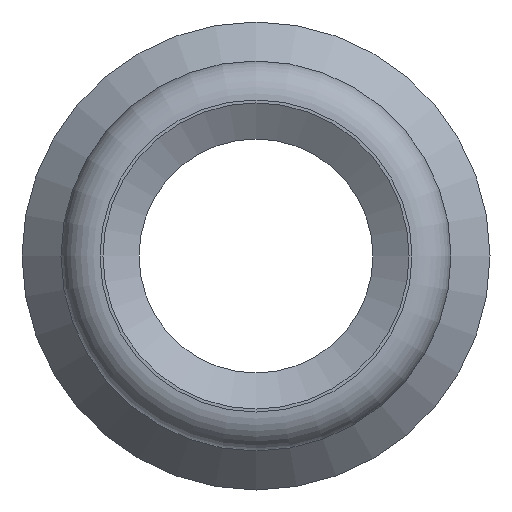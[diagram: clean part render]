
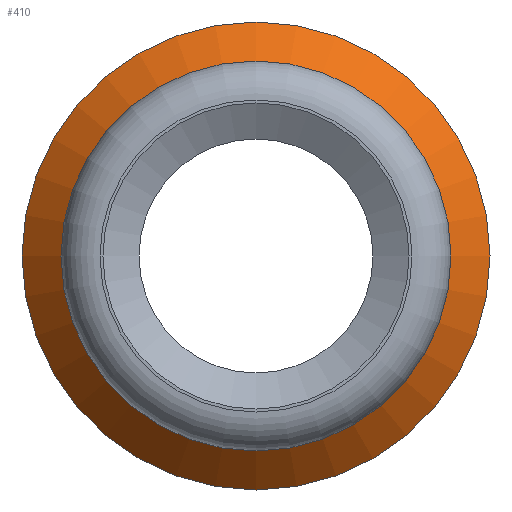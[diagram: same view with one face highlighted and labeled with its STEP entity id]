
A CAD part, left-side view. The second image highlights one B-rep face of the part: STEP entity #410.
In plain terms, the highlighted conical face has half-angle 45 degrees and reference radius 5.5 mm.
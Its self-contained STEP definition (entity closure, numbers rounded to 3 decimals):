
#356=CARTESIAN_POINT('',(5.05,5.0,0.0));
#357=VERTEX_POINT('',#356);
#358=CARTESIAN_POINT('',(5.05,0.0,0.0));
#359=DIRECTION('',(1.0,0.0,0.0));
#360=DIRECTION('',(0.0,1.0,0.0));
#361=AXIS2_PLACEMENT_3D('',#358,#359,#360);
#362=CIRCLE('',#361,5.0);
#363=EDGE_CURVE('',#357,#357,#362,.T.);
#391=CARTESIAN_POINT('',(5.55,0.0,0.0));
#392=DIRECTION('',(1.0,0.0,0.0));
#393=DIRECTION('',(0.0,1.0,0.0));
#394=AXIS2_PLACEMENT_3D('',#391,#392,#393);
#395=CONICAL_SURFACE('',#394,5.5,45.);
#396=CARTESIAN_POINT('',(6.05,6.,0.0));
#397=VERTEX_POINT('',#396);
#398=CARTESIAN_POINT('',(6.05,0.0,0.0));
#399=DIRECTION('',(1.0,0.0,0.0));
#400=DIRECTION('',(0.0,1.0,0.0));
#401=AXIS2_PLACEMENT_3D('',#398,#399,#400);
#402=CIRCLE('',#401,6.);
#403=EDGE_CURVE('',#397,#397,#402,.T.);
#404=ORIENTED_EDGE('',*,*,#403,.F.);
#405=EDGE_LOOP('',(#404));
#406=FACE_OUTER_BOUND('',#405,.T.);
#407=ORIENTED_EDGE('',*,*,#363,.T.);
#408=EDGE_LOOP('',(#407));
#409=FACE_BOUND('',#408,.T.);
#410=ADVANCED_FACE('',(#406,#409),#395,.T.);
